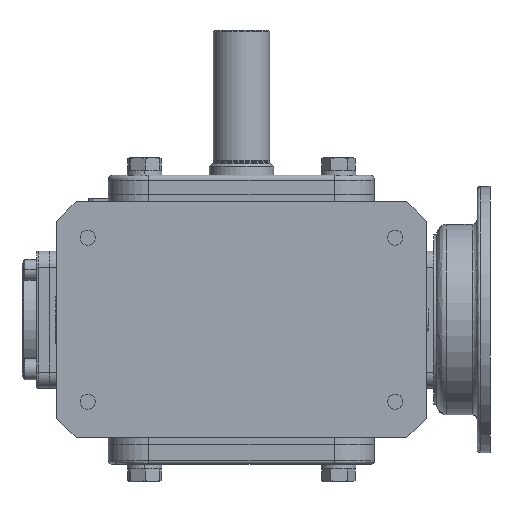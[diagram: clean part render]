
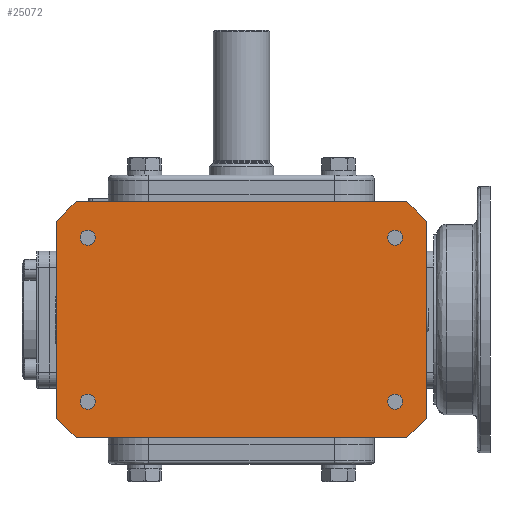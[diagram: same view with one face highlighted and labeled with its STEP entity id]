
A CAD part, front view. The second image highlights one B-rep face of the part: STEP entity #25072.
In plain terms, the highlighted planar face has unit normal (0, -1, 0).
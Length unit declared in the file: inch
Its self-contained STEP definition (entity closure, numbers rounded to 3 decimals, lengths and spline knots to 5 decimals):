
#196 = DIRECTION ( 'NONE',  ( 0., 0., -1. ) ) ;
#295 = DIRECTION ( 'NONE',  ( 0., 0., -1. ) ) ;
#392 = EDGE_LOOP ( 'NONE', ( #17008, #4135 ) ) ;
#760 = AXIS2_PLACEMENT_3D ( 'NONE', #3516, #31901, #11349 ) ;
#825 = ORIENTED_EDGE ( 'NONE', *, *, #11590, .T. ) ;
#918 = CARTESIAN_POINT ( 'NONE',  ( -3.75, -3.5, -2. ) ) ;
#942 = CIRCLE ( 'NONE', #2232, 0.184 ) ;
#1151 = CARTESIAN_POINT ( 'NONE',  ( -3.75, -3.5, -2. ) ) ;
#1164 = DIRECTION ( 'NONE',  ( 0., 0., 1. ) ) ;
#1307 = FACE_BOUND ( 'NONE', #32312, .T. ) ;
#1328 = VECTOR ( 'NONE', #18286, 39.37008 ) ;
#1397 = CARTESIAN_POINT ( 'NONE',  ( -4.50787, -3.5, -2.40157 ) ) ;
#1865 = LINE ( 'NONE', #2148, #32971 ) ;
#1929 = DIRECTION ( 'NONE',  ( 0.707, 0., -0.707 ) ) ;
#1950 = CARTESIAN_POINT ( 'NONE',  ( -3.75, -3.5, 1.816 ) ) ;
#2148 = CARTESIAN_POINT ( 'NONE',  ( 4.03543, -3.5, 2.87402 ) ) ;
#2232 = AXIS2_PLACEMENT_3D ( 'NONE', #5393, #3027, #20837 ) ;
#2429 = CIRCLE ( 'NONE', #20699, 0.184 ) ;
#2436 = DIRECTION ( 'NONE',  ( 1., 0., 0. ) ) ;
#2465 = LINE ( 'NONE', #27996, #31180 ) ;
#2778 = VECTOR ( 'NONE', #10313, 39.37008 ) ;
#2915 = ORIENTED_EDGE ( 'NONE', *, *, #22806, .T. ) ;
#2952 = VERTEX_POINT ( 'NONE', #10670 ) ;
#3027 = DIRECTION ( 'NONE',  ( 0., 1., 0. ) ) ;
#3354 = DIRECTION ( 'NONE',  ( 0., 0., -1. ) ) ;
#3516 = CARTESIAN_POINT ( 'NONE',  ( -4.50787, -3.5, 3.12992 ) ) ;
#3607 = DIRECTION ( 'NONE',  ( 0., 0., -1. ) ) ;
#4120 = FACE_BOUND ( 'NONE', #11182, .T. ) ;
#4135 = ORIENTED_EDGE ( 'NONE', *, *, #21265, .T. ) ;
#4231 = CARTESIAN_POINT ( 'NONE',  ( -4.03543, -3.5, -2.87402 ) ) ;
#4492 = CIRCLE ( 'NONE', #26877, 0.184 ) ;
#4928 = FACE_BOUND ( 'NONE', #392, .T. ) ;
#5328 = CARTESIAN_POINT ( 'NONE',  ( -3.75, -3.5, -1.816 ) ) ;
#5351 = FACE_BOUND ( 'NONE', #7125, .T. ) ;
#5393 = CARTESIAN_POINT ( 'NONE',  ( 3.75, -3.5, -2. ) ) ;
#5879 = DIRECTION ( 'NONE',  ( 0., 0., -1. ) ) ;
#5904 = DIRECTION ( 'NONE',  ( 0., 1., 0. ) ) ;
#5999 = CARTESIAN_POINT ( 'NONE',  ( -3.75, -3.5, 2. ) ) ;
#6777 = ORIENTED_EDGE ( 'NONE', *, *, #10902, .F. ) ;
#7125 = EDGE_LOOP ( 'NONE', ( #21617, #19769 ) ) ;
#7200 = EDGE_CURVE ( 'NONE', #28362, #29945, #8621, .T. ) ;
#7274 = VERTEX_POINT ( 'NONE', #26763 ) ;
#7316 = VERTEX_POINT ( 'NONE', #32032 ) ;
#7622 = VERTEX_POINT ( 'NONE', #1950 ) ;
#7961 = ORIENTED_EDGE ( 'NONE', *, *, #19408, .T. ) ;
#7973 = PLANE ( 'NONE',  #760 ) ;
#8004 = CARTESIAN_POINT ( 'NONE',  ( 3.75, -3.5, -2. ) ) ;
#8263 = CARTESIAN_POINT ( 'NONE',  ( 3.75, -3.5, 2.184 ) ) ;
#8277 = VERTEX_POINT ( 'NONE', #24508 ) ;
#8529 = CARTESIAN_POINT ( 'NONE',  ( 4.50787, -3.5, 2.40157 ) ) ;
#8621 = CIRCLE ( 'NONE', #15997, 0.184 ) ;
#8628 = CARTESIAN_POINT ( 'NONE',  ( -3.75, -3.5, 2. ) ) ;
#8802 = AXIS2_PLACEMENT_3D ( 'NONE', #1151, #5904, #26737 ) ;
#9062 = LINE ( 'NONE', #24467, #24418 ) ;
#9089 = ORIENTED_EDGE ( 'NONE', *, *, #24057, .T. ) ;
#9255 = CARTESIAN_POINT ( 'NONE',  ( 3.75, -3.5, -1.816 ) ) ;
#10313 = DIRECTION ( 'NONE',  ( 0.707, 0., 0.707 ) ) ;
#10474 = LINE ( 'NONE', #18154, #2778 ) ;
#10670 = CARTESIAN_POINT ( 'NONE',  ( -3.75, -3.5, 2.184 ) ) ;
#10774 = LINE ( 'NONE', #19208, #13570 ) ;
#10902 = EDGE_CURVE ( 'NONE', #23290, #32457, #1865, .T. ) ;
#11182 = EDGE_LOOP ( 'NONE', ( #23083, #26102 ) ) ;
#11349 = DIRECTION ( 'NONE',  ( 0., 0., -1. ) ) ;
#11511 = AXIS2_PLACEMENT_3D ( 'NONE', #21167, #13374, #295 ) ;
#11590 = EDGE_CURVE ( 'NONE', #16868, #18941, #19151, .T. ) ;
#11918 = DIRECTION ( 'NONE',  ( 0., 1., 0. ) ) ;
#12459 = EDGE_CURVE ( 'NONE', #8277, #32457, #9062, .T. ) ;
#12627 = LINE ( 'NONE', #15368, #1328 ) ;
#13027 = CIRCLE ( 'NONE', #29131, 0.184 ) ;
#13374 = DIRECTION ( 'NONE',  ( 0., 1., 0. ) ) ;
#13570 = VECTOR ( 'NONE', #32123, 39.37008 ) ;
#13894 = DIRECTION ( 'NONE',  ( 0., 1., 0. ) ) ;
#14031 = VECTOR ( 'NONE', #2436, 39.37008 ) ;
#15368 = CARTESIAN_POINT ( 'NONE',  ( -4.50787, -3.5, -2.40157 ) ) ;
#15395 = ORIENTED_EDGE ( 'NONE', *, *, #30489, .T. ) ;
#15997 = AXIS2_PLACEMENT_3D ( 'NONE', #8004, #23700, #196 ) ;
#16767 = CARTESIAN_POINT ( 'NONE',  ( -4.50787, -3.5, 2.40157 ) ) ;
#16822 = CARTESIAN_POINT ( 'NONE',  ( -3.75, -3.5, -2.184 ) ) ;
#16868 = VERTEX_POINT ( 'NONE', #16767 ) ;
#17008 = ORIENTED_EDGE ( 'NONE', *, *, #25206, .T. ) ;
#17695 = ORIENTED_EDGE ( 'NONE', *, *, #26665, .F. ) ;
#18047 = VERTEX_POINT ( 'NONE', #5328 ) ;
#18154 = CARTESIAN_POINT ( 'NONE',  ( -4.03543, -3.5, 2.87402 ) ) ;
#18286 = DIRECTION ( 'NONE',  ( 0.707, 0., -0.707 ) ) ;
#18474 = CARTESIAN_POINT ( 'NONE',  ( -4.50787, -3.5, 2.87402 ) ) ;
#18941 = VERTEX_POINT ( 'NONE', #1397 ) ;
#18967 = DIRECTION ( 'NONE',  ( 0., 1., 0. ) ) ;
#19151 = LINE ( 'NONE', #18474, #23642 ) ;
#19208 = CARTESIAN_POINT ( 'NONE',  ( -4.50787, -3.5, -2.87402 ) ) ;
#19359 = CARTESIAN_POINT ( 'NONE',  ( 4.03543, -3.5, 2.87402 ) ) ;
#19408 = EDGE_CURVE ( 'NONE', #25650, #31671, #13027, .T. ) ;
#19769 = ORIENTED_EDGE ( 'NONE', *, *, #7200, .T. ) ;
#20433 = EDGE_LOOP ( 'NONE', ( #825, #33283, #9089, #15395, #32950, #6777, #17695, #27275 ) ) ;
#20699 = AXIS2_PLACEMENT_3D ( 'NONE', #5999, #21231, #3607 ) ;
#20837 = DIRECTION ( 'NONE',  ( 0., 0., -1. ) ) ;
#21017 = EDGE_CURVE ( 'NONE', #18941, #25707, #12627, .T. ) ;
#21167 = CARTESIAN_POINT ( 'NONE',  ( 3.75, -3.5, 2. ) ) ;
#21231 = DIRECTION ( 'NONE',  ( 0., 1., 0. ) ) ;
#21265 = EDGE_CURVE ( 'NONE', #18047, #27765, #4492, .T. ) ;
#21617 = ORIENTED_EDGE ( 'NONE', *, *, #29284, .T. ) ;
#21669 = AXIS2_PLACEMENT_3D ( 'NONE', #8628, #18967, #5879 ) ;
#21810 = DIRECTION ( 'NONE',  ( 0., 0., -1. ) ) ;
#22513 = DIRECTION ( 'NONE',  ( 0., 0., -1. ) ) ;
#22806 = EDGE_CURVE ( 'NONE', #31671, #25650, #29858, .T. ) ;
#23083 = ORIENTED_EDGE ( 'NONE', *, *, #27562, .T. ) ;
#23290 = VERTEX_POINT ( 'NONE', #19359 ) ;
#23642 = VECTOR ( 'NONE', #3354, 39.37008 ) ;
#23700 = DIRECTION ( 'NONE',  ( 0., 1., 0. ) ) ;
#24057 = EDGE_CURVE ( 'NONE', #25707, #7274, #10774, .T. ) ;
#24418 = VECTOR ( 'NONE', #1164, 39.37008 ) ;
#24467 = CARTESIAN_POINT ( 'NONE',  ( 4.50787, -3.5, 2.87402 ) ) ;
#24508 = CARTESIAN_POINT ( 'NONE',  ( 4.50787, -3.5, -2.40157 ) ) ;
#25072 = ADVANCED_FACE ( 'NONE', ( #26412, #4928, #4120, #1307, #5351 ), #7973, .T. ) ;
#25206 = EDGE_CURVE ( 'NONE', #27765, #18047, #33196, .T. ) ;
#25650 = VERTEX_POINT ( 'NONE', #8263 ) ;
#25707 = VERTEX_POINT ( 'NONE', #4231 ) ;
#26071 = CARTESIAN_POINT ( 'NONE',  ( -4.50787, -3.5, 2.87402 ) ) ;
#26102 = ORIENTED_EDGE ( 'NONE', *, *, #28730, .T. ) ;
#26325 = EDGE_CURVE ( 'NONE', #16868, #7316, #10474, .T. ) ;
#26412 = FACE_OUTER_BOUND ( 'NONE', #20433, .T. ) ;
#26665 = EDGE_CURVE ( 'NONE', #7316, #23290, #30610, .T. ) ;
#26737 = DIRECTION ( 'NONE',  ( 0., 0., -1. ) ) ;
#26763 = CARTESIAN_POINT ( 'NONE',  ( 4.03543, -3.5, -2.87402 ) ) ;
#26877 = AXIS2_PLACEMENT_3D ( 'NONE', #918, #13894, #21810 ) ;
#27275 = ORIENTED_EDGE ( 'NONE', *, *, #26325, .F. ) ;
#27440 = CARTESIAN_POINT ( 'NONE',  ( 3.75, -3.5, 2. ) ) ;
#27562 = EDGE_CURVE ( 'NONE', #7622, #2952, #2429, .T. ) ;
#27765 = VERTEX_POINT ( 'NONE', #16822 ) ;
#27996 = CARTESIAN_POINT ( 'NONE',  ( 4.50787, -3.5, -2.40157 ) ) ;
#28185 = CARTESIAN_POINT ( 'NONE',  ( 3.75, -3.5, 1.816 ) ) ;
#28362 = VERTEX_POINT ( 'NONE', #9255 ) ;
#28730 = EDGE_CURVE ( 'NONE', #2952, #7622, #32530, .T. ) ;
#29131 = AXIS2_PLACEMENT_3D ( 'NONE', #27440, #11918, #22513 ) ;
#29284 = EDGE_CURVE ( 'NONE', #29945, #28362, #942, .T. ) ;
#29858 = CIRCLE ( 'NONE', #11511, 0.184 ) ;
#29945 = VERTEX_POINT ( 'NONE', #30645 ) ;
#30489 = EDGE_CURVE ( 'NONE', #7274, #8277, #2465, .T. ) ;
#30610 = LINE ( 'NONE', #26071, #14031 ) ;
#30645 = CARTESIAN_POINT ( 'NONE',  ( 3.75, -3.5, -2.184 ) ) ;
#31180 = VECTOR ( 'NONE', #33139, 39.37008 ) ;
#31671 = VERTEX_POINT ( 'NONE', #28185 ) ;
#31901 = DIRECTION ( 'NONE',  ( 0., -1., 0. ) ) ;
#32032 = CARTESIAN_POINT ( 'NONE',  ( -4.03543, -3.5, 2.87402 ) ) ;
#32123 = DIRECTION ( 'NONE',  ( 1., 0., 0. ) ) ;
#32312 = EDGE_LOOP ( 'NONE', ( #2915, #7961 ) ) ;
#32457 = VERTEX_POINT ( 'NONE', #8529 ) ;
#32530 = CIRCLE ( 'NONE', #21669, 0.184 ) ;
#32950 = ORIENTED_EDGE ( 'NONE', *, *, #12459, .T. ) ;
#32971 = VECTOR ( 'NONE', #1929, 39.37008 ) ;
#33139 = DIRECTION ( 'NONE',  ( 0.707, 0., 0.707 ) ) ;
#33196 = CIRCLE ( 'NONE', #8802, 0.184 ) ;
#33283 = ORIENTED_EDGE ( 'NONE', *, *, #21017, .T. ) ;
